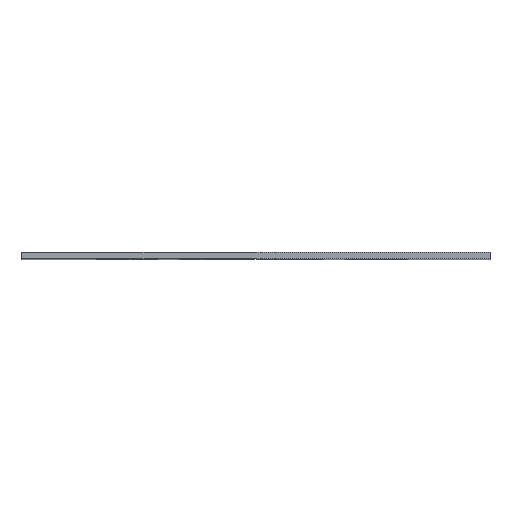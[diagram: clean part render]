
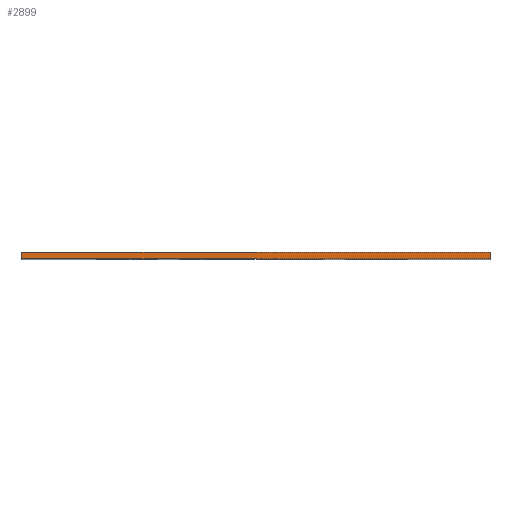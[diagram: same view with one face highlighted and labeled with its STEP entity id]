
A CAD part, top view. The second image highlights one B-rep face of the part: STEP entity #2899.
In plain terms, the highlighted planar face has unit normal (0, 0, 1).
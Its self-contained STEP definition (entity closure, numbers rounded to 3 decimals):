
#121=PLANE('',#3191);
#263=FACE_OUTER_BOUND('',#405,.T.);
#405=EDGE_LOOP('',(#2393,#2394,#2395,#2396));
#719=LINE('',#4848,#1003);
#720=LINE('',#4851,#1004);
#721=LINE('',#4853,#1005);
#722=LINE('',#4854,#1006);
#1003=VECTOR('',#4007,10.);
#1004=VECTOR('',#4010,10.);
#1005=VECTOR('',#4011,10.);
#1006=VECTOR('',#4012,10.);
#1425=VERTEX_POINT('',#4844);
#1426=VERTEX_POINT('',#4846);
#1427=VERTEX_POINT('',#4850);
#1428=VERTEX_POINT('',#4852);
#1839=EDGE_CURVE('',#1425,#1426,#719,.T.);
#1840=EDGE_CURVE('',#1425,#1427,#720,.T.);
#1841=EDGE_CURVE('',#1428,#1426,#721,.T.);
#1842=EDGE_CURVE('',#1427,#1428,#722,.T.);
#2393=ORIENTED_EDGE('',*,*,#1840,.F.);
#2394=ORIENTED_EDGE('',*,*,#1839,.T.);
#2395=ORIENTED_EDGE('',*,*,#1841,.F.);
#2396=ORIENTED_EDGE('',*,*,#1842,.F.);
#2899=ADVANCED_FACE('',(#263),#121,.T.);
#3191=AXIS2_PLACEMENT_3D('',#4849,#4008,#4009);
#4007=DIRECTION('',(0.,1.,0.));
#4008=DIRECTION('center_axis',(0.,0.,1.));
#4009=DIRECTION('ref_axis',(1.,0.,0.));
#4010=DIRECTION('',(-1.,0.,0.));
#4011=DIRECTION('',(1.,0.,0.));
#4012=DIRECTION('',(0.,1.,0.));
#4844=CARTESIAN_POINT('',(92.685,0.,87.282));
#4846=CARTESIAN_POINT('',(92.685,1.5,87.282));
#4848=CARTESIAN_POINT('',(92.685,0.,87.282));
#4849=CARTESIAN_POINT('Origin',(-14.515,0.,87.282));
#4850=CARTESIAN_POINT('',(-14.515,0.,87.282));
#4851=CARTESIAN_POINT('',(92.685,0.,87.282));
#4852=CARTESIAN_POINT('',(-14.515,1.5,87.282));
#4853=CARTESIAN_POINT('',(92.685,1.5,87.282));
#4854=CARTESIAN_POINT('',(-14.515,0.,87.282));
